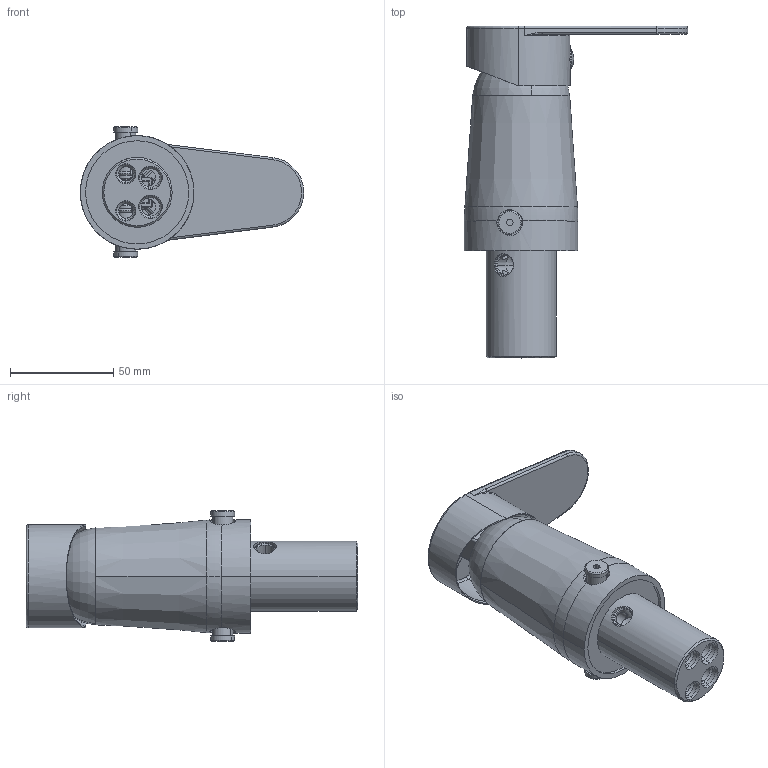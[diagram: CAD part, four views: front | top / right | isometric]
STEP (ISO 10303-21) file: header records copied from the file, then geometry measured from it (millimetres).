
FILE_DESCRIPTION (( 'STEP AP203' ), '1' );
FILE_NAME ('36BP03661.STEP', '2024-07-08T07:08:47', ( '' ), ( '' ), 'SwSTEP 2.0', 'SolidWorks 2021', '' );
FILE_SCHEMA (( 'CONFIG_CONTROL_DESIGN' ));
Length unit declared in the file: millimetre
Products named in the file (1): 36BP03661
Bounding box: 108.14 x 160.75 x 63.1 mm (x, y, z)
Volume: 143723.6 mm3; surface area: 63661.3 mm2
Topology: 10 solids, 10 shells, 449 faces, 1066 edges, 640 vertices
Faces by surface type: cylinder 172, plane 122, cone 69, torus 51, sphere 18, bspline 17
Entity records: 15865 total; most frequent: CARTESIAN_POINT 5505, DIRECTION 2269, ORIENTED_EDGE 2088, EDGE_CURVE 1044, AXIS2_PLACEMENT_3D 920, VERTEX_POINT 640, EDGE_LOOP 502, CIRCLE 487
